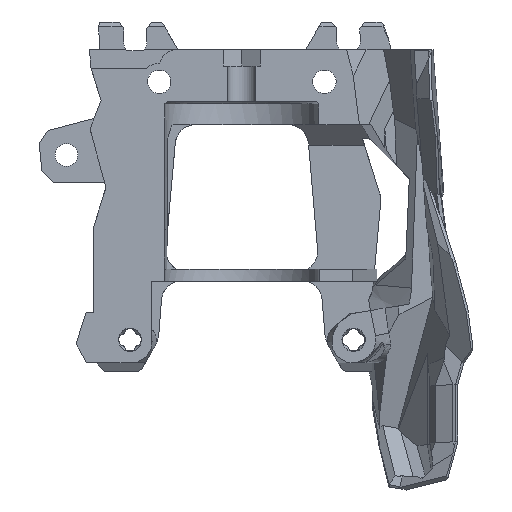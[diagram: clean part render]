
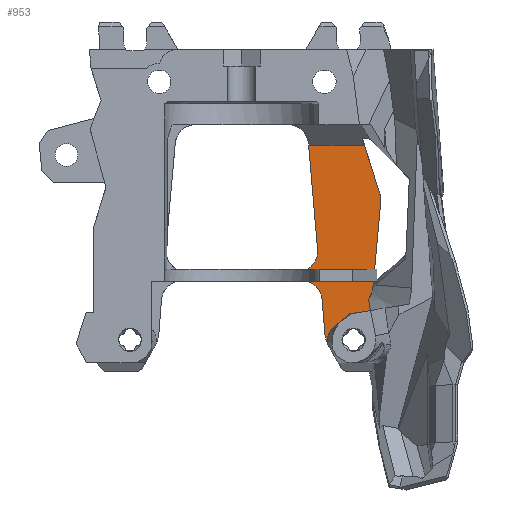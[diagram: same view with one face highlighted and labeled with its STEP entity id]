
A CAD part, front view. The second image highlights one B-rep face of the part: STEP entity #953.
In plain terms, the highlighted planar face has unit normal (0, -1, 0).
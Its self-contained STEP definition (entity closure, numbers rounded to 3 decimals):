
#953=ADVANCED_FACE('',(#1915),#1405,.F.);
#1405=PLANE('',#11695);
#1915=FACE_OUTER_BOUND('',#2488,.T.);
#2488=EDGE_LOOP('',(#7683,#7684,#7685,#7686,#7687,#7688,#7689,#7690,#7691,
#7692,#7693,#7694,#7695,#7696,#7697,#7698,#7699,#7700));
#2802=LINE('',#15248,#4036);
#3614=LINE('',#18401,#4848);
#3617=LINE('',#18410,#4851);
#3618=LINE('',#18412,#4852);
#3621=LINE('',#18420,#4855);
#3626=LINE('',#18441,#4860);
#3628=LINE('',#18445,#4862);
#3630=LINE('',#18449,#4864);
#3632=LINE('',#18453,#4866);
#3689=LINE('',#18659,#4923);
#3695=LINE('',#18690,#4929);
#3709=LINE('',#18718,#4943);
#3711=LINE('',#18727,#4945);
#4036=VECTOR('',#12111,1.);
#4848=VECTOR('',#13915,1.);
#4851=VECTOR('',#13920,1.);
#4852=VECTOR('',#13923,1.);
#4855=VECTOR('',#13932,1.);
#4860=VECTOR('',#13949,1.);
#4862=VECTOR('',#13953,1.);
#4864=VECTOR('',#13957,1.);
#4866=VECTOR('',#13961,1.);
#4923=VECTOR('',#14088,1.);
#4929=VECTOR('',#14106,1.);
#4943=VECTOR('',#14132,1.);
#4945=VECTOR('',#14138,1.);
#7683=ORIENTED_EDGE('',*,*,#10645,.F.);
#7684=ORIENTED_EDGE('',*,*,#10725,.T.);
#7685=ORIENTED_EDGE('',*,*,#10750,.T.);
#7686=ORIENTED_EDGE('',*,*,#9597,.T.);
#7687=ORIENTED_EDGE('',*,*,#10753,.F.);
#7688=ORIENTED_EDGE('',*,*,#10654,.T.);
#7689=ORIENTED_EDGE('',*,*,#10641,.F.);
#7690=ORIENTED_EDGE('',*,*,#10639,.F.);
#7691=ORIENTED_EDGE('',*,*,#10637,.T.);
#7692=ORIENTED_EDGE('',*,*,#10635,.T.);
#7693=ORIENTED_EDGE('',*,*,#10634,.T.);
#7694=ORIENTED_EDGE('',*,*,#10630,.T.);
#7695=ORIENTED_EDGE('',*,*,#10735,.T.);
#7696=ORIENTED_EDGE('',*,*,#10754,.T.);
#7697=ORIENTED_EDGE('',*,*,#10736,.F.);
#7698=ORIENTED_EDGE('',*,*,#10652,.F.);
#7699=ORIENTED_EDGE('',*,*,#10650,.F.);
#7700=ORIENTED_EDGE('',*,*,#10648,.T.);
#8539=VERTEX_POINT('',#15247);
#8540=VERTEX_POINT('',#15249);
#9186=VERTEX_POINT('',#18400);
#9187=VERTEX_POINT('',#18402);
#9188=VERTEX_POINT('',#18406);
#9189=VERTEX_POINT('',#18413);
#9190=VERTEX_POINT('',#18417);
#9191=VERTEX_POINT('',#18421);
#9192=VERTEX_POINT('',#18425);
#9193=VERTEX_POINT('',#18429);
#9195=VERTEX_POINT('',#18432);
#9197=VERTEX_POINT('',#18442);
#9198=VERTEX_POINT('',#18446);
#9199=VERTEX_POINT('',#18450);
#9200=VERTEX_POINT('',#18454);
#9237=VERTEX_POINT('',#18658);
#9243=VERTEX_POINT('',#18687);
#9244=VERTEX_POINT('',#18691);
#9597=EDGE_CURVE('',#8540,#8539,#2802,.T.);
#10630=EDGE_CURVE('',#9187,#9186,#3614,.T.);
#10634=EDGE_CURVE('',#9188,#9187,#3617,.T.);
#10635=EDGE_CURVE('',#9189,#9188,#3618,.T.);
#10637=EDGE_CURVE('',#9190,#9189,#11064,.T.);
#10639=EDGE_CURVE('',#9190,#9191,#3621,.T.);
#10641=EDGE_CURVE('',#9191,#9192,#11065,.T.);
#10645=EDGE_CURVE('',#9195,#9193,#11066,.T.);
#10648=EDGE_CURVE('',#9197,#9193,#3626,.T.);
#10650=EDGE_CURVE('',#9197,#9198,#3628,.T.);
#10652=EDGE_CURVE('',#9198,#9199,#3630,.T.);
#10654=EDGE_CURVE('',#9200,#9192,#3632,.T.);
#10725=EDGE_CURVE('',#9195,#9237,#3689,.T.);
#10735=EDGE_CURVE('',#9186,#9243,#11073,.T.);
#10736=EDGE_CURVE('',#9199,#9244,#3695,.T.);
#10750=EDGE_CURVE('',#9237,#8540,#3709,.T.);
#10753=EDGE_CURVE('',#9200,#8539,#11074,.T.);
#10754=EDGE_CURVE('',#9243,#9244,#3711,.T.);
#11064=CIRCLE('',#11635,2.2);
#11065=CIRCLE('',#11638,4.);
#11066=CIRCLE('',#11641,3.);
#11073=CIRCLE('',#11685,5.);
#11074=CIRCLE('',#11694,3.);
#11635=AXIS2_PLACEMENT_3D('',#18416,#13927,#13928);
#11638=AXIS2_PLACEMENT_3D('',#18424,#13936,#13937);
#11641=AXIS2_PLACEMENT_3D('',#18433,#13944,#13945);
#11685=AXIS2_PLACEMENT_3D('',#18688,#14102,#14103);
#11694=AXIS2_PLACEMENT_3D('',#18726,#14136,#14137);
#11695=AXIS2_PLACEMENT_3D('',#18728,#14139,#14140);
#12111=DIRECTION('',(-1.,0.,0.));
#13915=DIRECTION('',(-0.162,0.,0.987));
#13920=DIRECTION('',(0.987,0.,0.162));
#13923=DIRECTION('',(0.753,0.,0.658));
#13927=DIRECTION('',(0.,1.,0.));
#13928=DIRECTION('',(-1.,0.,0.));
#13932=DIRECTION('',(-0.5,0.,0.866));
#13936=DIRECTION('',(0.,1.,0.));
#13937=DIRECTION('',(-0.866,0.,-0.5));
#13944=DIRECTION('',(0.,-1.,0.));
#13945=DIRECTION('',(0.737,0.,-0.676));
#13949=DIRECTION('',(0.085,0.,-0.996));
#13953=DIRECTION('',(1.,0.,0.));
#13957=DIRECTION('',(0.298,0.,-0.955));
#13961=DIRECTION('',(0.077,0.,-0.997));
#14088=DIRECTION('',(1.,0.,0.));
#14102=DIRECTION('',(0.,-1.,0.));
#14103=DIRECTION('',(0.38,0.,-0.925));
#14106=DIRECTION('',(-0.088,0.,-0.996));
#14132=DIRECTION('',(0.,0.,-1.));
#14136=DIRECTION('',(0.,-1.,0.));
#14137=DIRECTION('',(0.679,0.,0.734));
#14138=DIRECTION('',(0.973,0.,0.233));
#14139=DIRECTION('',(0.,1.,0.));
#14140=DIRECTION('',(0.,0.,-1.));
#15247=CARTESIAN_POINT('',(9.5,12.9,27.8));
#15248=CARTESIAN_POINT('',(7.568,12.9,27.8));
#15249=CARTESIAN_POINT('',(19.074,12.9,27.8));
#18400=CARTESIAN_POINT('',(18.425,12.9,25.22));
#18401=CARTESIAN_POINT('',(18.719,12.9,23.433));
#18402=CARTESIAN_POINT('',(18.695,12.9,23.578));
#18406=CARTESIAN_POINT('',(15.626,12.9,23.073));
#18410=CARTESIAN_POINT('',(14.847,12.9,22.945));
#18412=CARTESIAN_POINT('',(14.567,12.9,22.149));
#18413=CARTESIAN_POINT('',(13.203,12.9,20.959));
#18416=CARTESIAN_POINT('',(14.65,12.9,19.301));
#18417=CARTESIAN_POINT('',(12.745,12.9,18.201));
#18420=CARTESIAN_POINT('',(12.348,12.9,18.889));
#18421=CARTESIAN_POINT('',(12.576,12.9,18.493));
#18424=CARTESIAN_POINT('',(16.041,12.9,20.493));
#18425=CARTESIAN_POINT('',(12.052,12.9,20.185));
#18429=CARTESIAN_POINT('',(11.004,12.9,32.463));
#18432=CARTESIAN_POINT('',(9.5,12.9,29.6));
#18433=CARTESIAN_POINT('',(8.015,12.9,32.207));
#18441=CARTESIAN_POINT('',(11.568,12.9,25.877));
#18442=CARTESIAN_POINT('',(9.708,12.9,47.6));
#18445=CARTESIAN_POINT('',(0.,12.9,47.6));
#18446=CARTESIAN_POINT('',(17.82,12.9,47.6));
#18449=CARTESIAN_POINT('',(21.266,12.9,36.567));
#18450=CARTESIAN_POINT('',(20.22,12.9,39.917));
#18453=CARTESIAN_POINT('',(11.638,12.9,25.554));
#18454=CARTESIAN_POINT('',(11.67,12.9,25.146));
#18658=CARTESIAN_POINT('',(19.074,12.9,29.6));
#18659=CARTESIAN_POINT('',(7.568,12.9,29.6));
#18687=CARTESIAN_POINT('',(19.064,12.9,27.015));
#18688=CARTESIAN_POINT('',(14.12,12.9,27.763));
#18690=CARTESIAN_POINT('',(19.726,12.9,34.355));
#18691=CARTESIAN_POINT('',(19.074,12.9,27.018));
#18718=CARTESIAN_POINT('',(19.074,12.9,28.327));
#18726=CARTESIAN_POINT('',(8.679,12.9,24.915));
#18727=CARTESIAN_POINT('',(17.062,12.9,26.536));
#18728=CARTESIAN_POINT('',(13.107,12.9,28.654));
